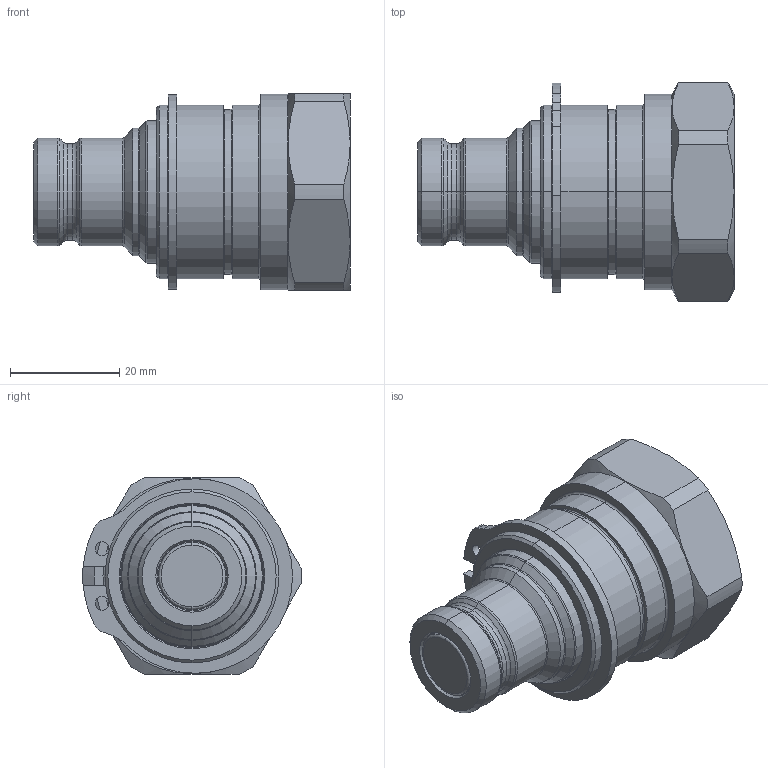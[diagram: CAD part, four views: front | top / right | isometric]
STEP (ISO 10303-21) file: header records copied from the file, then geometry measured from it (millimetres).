
FILE_DESCRIPTION (( 'STEP AP214' ), '1' );
FILE_NAME ('FEMP-372-6FB.STEP', '2014-03-12T10:39:59', ( 'admin' ), ( 'Microsoft' ), 'SwSTEP 2.0', 'SolidWorks 2009', '' );
FILE_SCHEMA (( 'AUTOMOTIVE_DESIGN' ));
Length unit declared in the file: millimetre
Products named in the file (1): FEMP-372-6FB
Bounding box: 58 x 39.99 x 36 mm (x, y, z)
Volume: 37593.3 mm3; surface area: 9227 mm2
Topology: 1 solids, 1 shells, 125 faces, 288 edges, 174 vertices
Faces by surface type: cylinder 48, cone 28, torus 26, plane 23
Entity records: 3711 total; most frequent: CARTESIAN_POINT 744, DIRECTION 694, ORIENTED_EDGE 576, AXIS2_PLACEMENT_3D 300, EDGE_CURVE 288, CIRCLE 174, VERTEX_POINT 174, EDGE_LOOP 138
